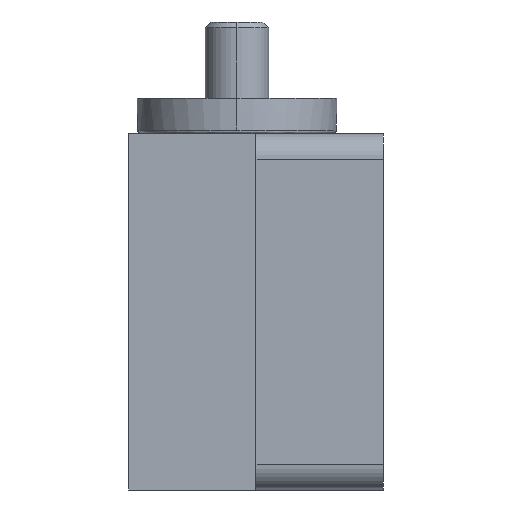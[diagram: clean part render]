
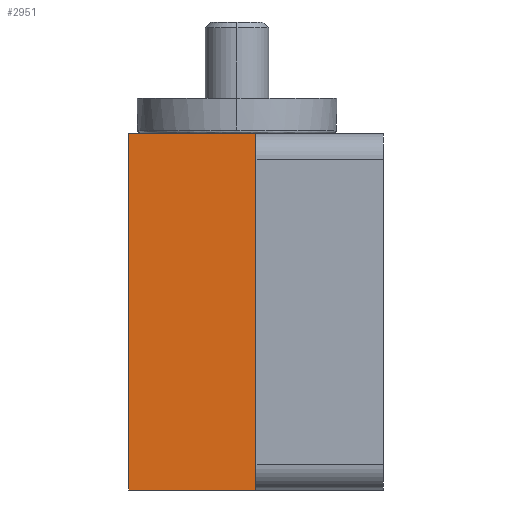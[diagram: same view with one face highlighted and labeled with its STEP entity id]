
A CAD part, left-side view. The second image highlights one B-rep face of the part: STEP entity #2951.
In plain terms, the highlighted planar face has unit normal (1, 0, 0).
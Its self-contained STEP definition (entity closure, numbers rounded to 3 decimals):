
#139 = LINE ( 'NONE', #1204, #1596 ) ;
#150 = DIRECTION ( 'NONE',  ( 1., 0., 0. ) ) ;
#165 = VERTEX_POINT ( 'NONE', #1287 ) ;
#169 = VERTEX_POINT ( 'NONE', #331 ) ;
#186 = LINE ( 'NONE', #2794, #2581 ) ;
#253 = DIRECTION ( 'NONE',  ( 0., 0., -1. ) ) ;
#305 = FACE_OUTER_BOUND ( 'NONE', #1258, .T. ) ;
#331 = CARTESIAN_POINT ( 'NONE',  ( -9.5, 20., 28. ) ) ;
#640 = ORIENTED_EDGE ( 'NONE', *, *, #1333, .T. ) ;
#763 = EDGE_CURVE ( 'NONE', #3127, #1620, #1950, .T. ) ;
#932 = CARTESIAN_POINT ( 'NONE',  ( -9.5, 10., 28. ) ) ;
#1041 = ORIENTED_EDGE ( 'NONE', *, *, #763, .F. ) ;
#1204 = CARTESIAN_POINT ( 'NONE',  ( -9.5, 20., 28. ) ) ;
#1258 = EDGE_LOOP ( 'NONE', ( #2962, #1041, #640, #2129 ) ) ;
#1287 = CARTESIAN_POINT ( 'NONE',  ( -9.5, 20., 0. ) ) ;
#1333 = EDGE_CURVE ( 'NONE', #3127, #165, #3295, .T. ) ;
#1470 = CARTESIAN_POINT ( 'NONE',  ( -9.5, 10., 28. ) ) ;
#1596 = VECTOR ( 'NONE', #253, 1000. ) ;
#1620 = VERTEX_POINT ( 'NONE', #2481 ) ;
#1950 = LINE ( 'NONE', #932, #2701 ) ;
#1998 = CARTESIAN_POINT ( 'NONE',  ( -9.5, 20., 0. ) ) ;
#2117 = DIRECTION ( 'NONE',  ( 0., 1., 0. ) ) ;
#2129 = ORIENTED_EDGE ( 'NONE', *, *, #2615, .F. ) ;
#2474 = AXIS2_PLACEMENT_3D ( 'NONE', #1470, #150, #2755 ) ;
#2481 = CARTESIAN_POINT ( 'NONE',  ( -9.5, 10., 28. ) ) ;
#2504 = EDGE_CURVE ( 'NONE', #1620, #169, #186, .T. ) ;
#2581 = VECTOR ( 'NONE', #2117, 1000. ) ;
#2615 = EDGE_CURVE ( 'NONE', #169, #165, #139, .T. ) ;
#2701 = VECTOR ( 'NONE', #3196, 1000. ) ;
#2755 = DIRECTION ( 'NONE',  ( 0., 0., -1. ) ) ;
#2794 = CARTESIAN_POINT ( 'NONE',  ( -9.5, 20., 28. ) ) ;
#2951 = ADVANCED_FACE ( 'NONE', ( #305 ), #3395, .T. ) ;
#2962 = ORIENTED_EDGE ( 'NONE', *, *, #2504, .F. ) ;
#3041 = DIRECTION ( 'NONE',  ( 0., 1., 0. ) ) ;
#3127 = VERTEX_POINT ( 'NONE', #3417 ) ;
#3190 = VECTOR ( 'NONE', #3041, 1000. ) ;
#3196 = DIRECTION ( 'NONE',  ( 0., 0., 1. ) ) ;
#3295 = LINE ( 'NONE', #1998, #3190 ) ;
#3395 = PLANE ( 'NONE',  #2474 ) ;
#3417 = CARTESIAN_POINT ( 'NONE',  ( -9.5, 10., 0. ) ) ;
